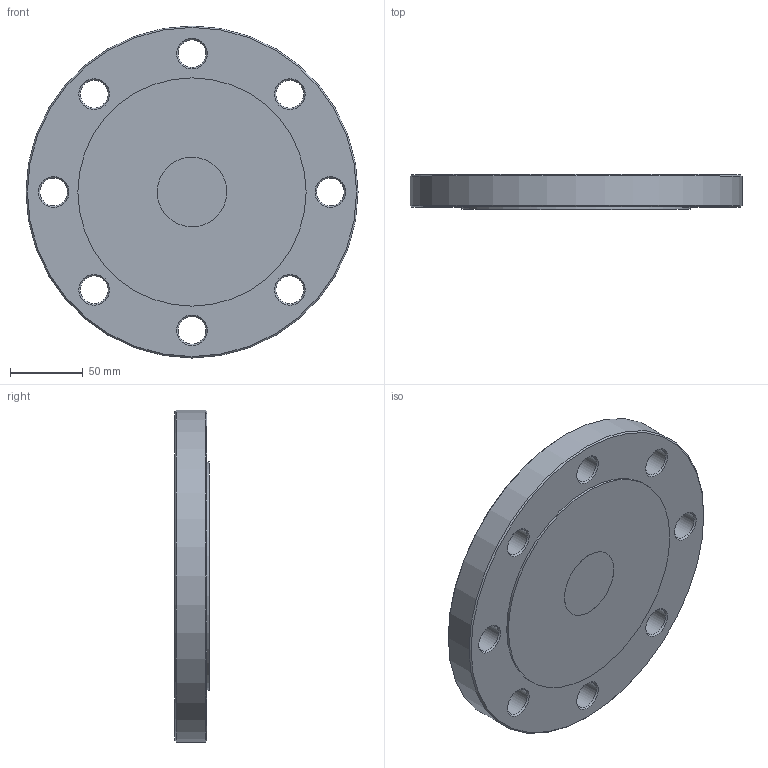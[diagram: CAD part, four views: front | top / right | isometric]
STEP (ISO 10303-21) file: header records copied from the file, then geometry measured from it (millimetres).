
FILE_DESCRIPTION(/* description */ (''),/* implementation_level */ '2;1');
FILE_NAME(/* name */ '31405W.stp',/* time_stamp */ '2018-02-06T11:18:56+01:00',/* author */ ('acgl'),/* organization */ (''),/* preprocessor_version */ 'ST-DEVELOPER v15.6',/* originating_system */ 'Autodesk Inventor 2015',/* authorisation */ '');
FILE_SCHEMA (('AUTOMOTIVE_DESIGN { 1 0 10303 214 3 1 1 }'));
Length unit declared in the file: centimetre
Products named in the file (1): 31405W
Bounding box: 228.6 x 23.95 x 228.6 mm (x, y, z)
Volume: 893993.9 mm3; surface area: 103677 mm2
Topology: 1 solids, 1 shells, 37 faces, 75 edges, 44 vertices
Faces by surface type: cone 18, cylinder 13, plane 6
Full cylindrical faces by diameter (mm): 5.5 x1, 10.1 x1, 19.1 x8, 48 x1, 157.2 x1, 228.6 x1
Entity records: 921 total; most frequent: DIRECTION 164, CARTESIAN_POINT 126, EDGE_LOOP 88, ORIENTED_EDGE 88, AXIS2_PLACEMENT_3D 82, FACE_BOUND 51, CIRCLE 44, VERTEX_POINT 44
